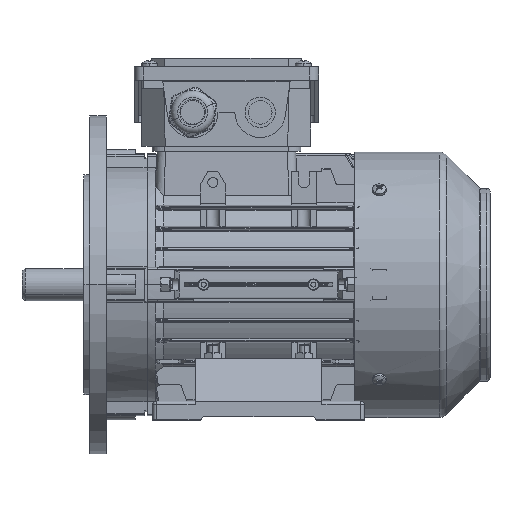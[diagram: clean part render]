
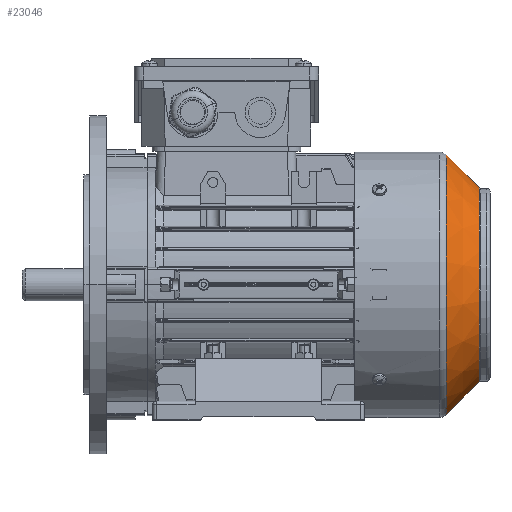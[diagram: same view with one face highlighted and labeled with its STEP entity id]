
A CAD part, top view. The second image highlights one B-rep face of the part: STEP entity #23046.
In plain terms, the highlighted conical face has half-angle 45 degrees and reference radius 76.793 mm.
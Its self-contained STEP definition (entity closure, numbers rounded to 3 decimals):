
#12737 = DIRECTION ( 'NONE',  ( 0., 0., 1. ) ) ;
#12738 = DIRECTION ( 'NONE',  ( -1., 0., 0. ) ) ;
#12740 = CARTESIAN_POINT ( 'NONE',  ( 25.793, 0., 0. ) ) ;
#12741 = AXIS2_PLACEMENT_3D ( 'NONE', #12740, #12738, #12737 ) ;
#12743 = CIRCLE ( 'NONE', #12741, 76.793 ) ;
#12857 = DIRECTION ( 'NONE',  ( 0., 0., -1. ) ) ;
#12858 = DIRECTION ( 'NONE',  ( 1., 0., 0. ) ) ;
#12859 = CARTESIAN_POINT ( 'NONE',  ( 25.793, 0., 0. ) ) ;
#12861 = AXIS2_PLACEMENT_3D ( 'NONE', #12859, #12858, #12857 ) ;
#12867 = CONICAL_SURFACE ( 'NONE', #12861, 76.793, 0.785 ) ;
#12869 = FACE_OUTER_BOUND ( 'NONE', #23048, .T. ) ;
#18369 = VERTEX_POINT ( 'NONE', #114164 ) ;
#18372 = EDGE_CURVE ( 'NONE', #18369, #18479, #114163, .T. ) ;
#18467 = EDGE_CURVE ( 'NONE', #18479, #18468, #114335, .T. ) ;
#18468 = VERTEX_POINT ( 'NONE', #114331 ) ;
#18474 = VERTEX_POINT ( 'NONE', #114325 ) ;
#18478 = EDGE_CURVE ( 'NONE', #18369, #18474, #114324, .T. ) ;
#18479 = VERTEX_POINT ( 'NONE', #114320 ) ;
#22968 = ORIENTED_EDGE ( 'NONE', *, *, #18372, .F. ) ;
#22970 = ORIENTED_EDGE ( 'NONE', *, *, #18478, .T. ) ;
#22973 = ORIENTED_EDGE ( 'NONE', *, *, #23042, .T. ) ;
#23042 = EDGE_CURVE ( 'NONE', #18474, #18468, #12743, .T. ) ;
#23046 = ADVANCED_FACE ( 'NONE', ( #12869 ), #12867, .T. ) ;
#23048 = EDGE_LOOP ( 'NONE', ( #23052, #22968, #22970, #22973 ) ) ;
#23052 = ORIENTED_EDGE ( 'NONE', *, *, #18467, .F. ) ;
#114159 = DIRECTION ( 'NONE',  ( 0., 0., 1. ) ) ;
#114160 = DIRECTION ( 'NONE',  ( -1., 0., 0. ) ) ;
#114161 = CARTESIAN_POINT ( 'NONE',  ( 6.293, 0., 0. ) ) ;
#114162 = AXIS2_PLACEMENT_3D ( 'NONE', #114161, #114160, #114159 ) ;
#114163 = CIRCLE ( 'NONE', #114162, 57.293 ) ;
#114164 = CARTESIAN_POINT ( 'NONE',  ( 6.293, 0., -57.293 ) ) ;
#114320 = CARTESIAN_POINT ( 'NONE',  ( 6.293, 0., 57.293 ) ) ;
#114321 = DIRECTION ( 'NONE',  ( 0.707, 0., -0.707 ) ) ;
#114322 = VECTOR ( 'NONE', #114321, 1000. ) ;
#114323 = CARTESIAN_POINT ( 'NONE',  ( 25.793, 0., -76.793 ) ) ;
#114324 = LINE ( 'NONE', #114323, #114322 ) ;
#114325 = CARTESIAN_POINT ( 'NONE',  ( 25.793, 0., -76.793 ) ) ;
#114331 = CARTESIAN_POINT ( 'NONE',  ( 25.793, 0., 76.793 ) ) ;
#114332 = DIRECTION ( 'NONE',  ( 0.707, 0., 0.707 ) ) ;
#114333 = VECTOR ( 'NONE', #114332, 1000. ) ;
#114334 = CARTESIAN_POINT ( 'NONE',  ( 25.793, 0., 76.793 ) ) ;
#114335 = LINE ( 'NONE', #114334, #114333 ) ;
